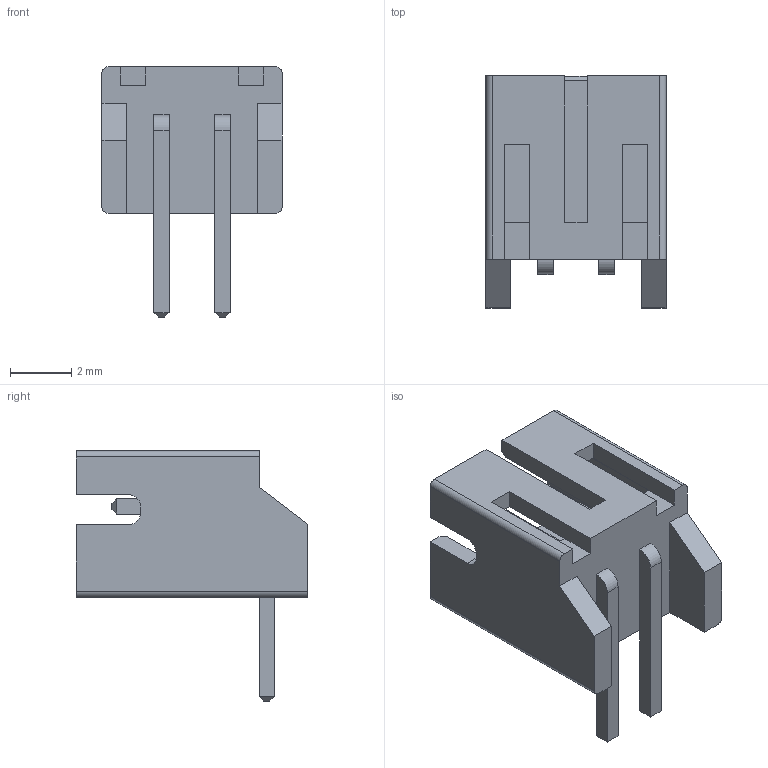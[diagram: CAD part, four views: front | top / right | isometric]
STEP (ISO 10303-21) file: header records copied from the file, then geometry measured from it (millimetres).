
FILE_DESCRIPTION (( 'STEP AP214' ), '1' );
FILE_NAME ('CONN-TH_S2B-PH-K-S-GW.step', '2022-08-02T19:07:54', ( '' ), ( '' ), 'SwSTEP 2.0', 'SolidWorks 2020', '' );
FILE_SCHEMA (( 'AUTOMOTIVE_DESIGN' ));
Length unit declared in the file: millimetre
Products named in the file (1): CONN-TH_S2B-PH-K-S-GW
Bounding box: 5.9 x 7.6 x 8.2 mm (x, y, z)
Volume: 92.6 mm3; surface area: 316.4 mm2
Topology: 14 solids, 14 shells, 380 faces, 1013 edges, 666 vertices
Faces by surface type: plane 256, bspline 114, cylinder 10
Entity records: 16251 total; most frequent: CARTESIAN_POINT 4422, ORIENTED_EDGE 2026, DIRECTION 1335, EDGE_CURVE 1013, VECTOR 761, LINE 761, VERTEX_POINT 666, EDGE_LOOP 401
